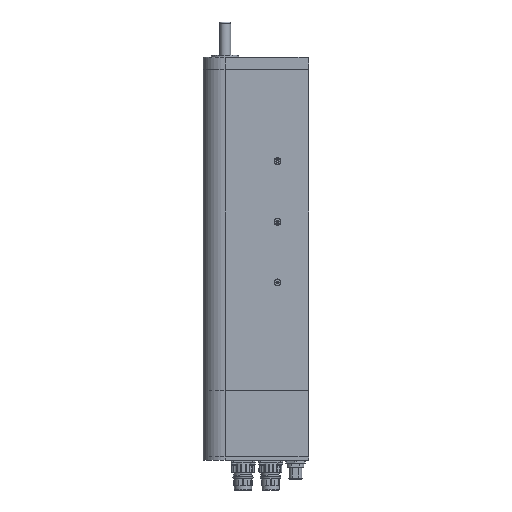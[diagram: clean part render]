
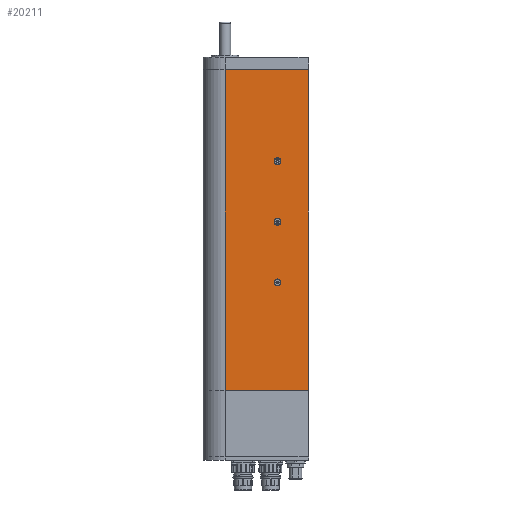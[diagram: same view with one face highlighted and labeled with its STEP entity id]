
A CAD part, left-side view. The second image highlights one B-rep face of the part: STEP entity #20211.
In plain terms, the highlighted face is planar.
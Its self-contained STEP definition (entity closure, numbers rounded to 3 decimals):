
#48 = CARTESIAN_POINT ( 'NONE',  ( 20., -47.5, 193. ) ) ;
#1728 = CARTESIAN_POINT ( 'NONE',  ( 20., -47.5, 83. ) ) ;
#2318 = VERTEX_POINT ( 'NONE', #29289 ) ;
#2501 = FACE_BOUND ( 'NONE', #60505, .T. ) ;
#4460 = DIRECTION ( 'NONE',  ( 1., 0., 0. ) ) ;
#5311 = CARTESIAN_POINT ( 'NONE',  ( 20., -75.5, 0. ) ) ;
#5781 = VECTOR ( 'NONE', #50318, 1000. ) ;
#6699 = CARTESIAN_POINT ( 'NONE',  ( 20., 0., 0. ) ) ;
#11567 = EDGE_CURVE ( 'NONE', #26406, #26406, #35832, .T. ) ;
#16145 = ORIENTED_EDGE ( 'NONE', *, *, #41382, .F. ) ;
#16558 = AXIS2_PLACEMENT_3D ( 'NONE', #72098, #4460, #86651 ) ;
#16773 = CARTESIAN_POINT ( 'NONE',  ( 20., -75.5, 291. ) ) ;
#18316 = VERTEX_POINT ( 'NONE', #31734 ) ;
#18673 = CARTESIAN_POINT ( 'NONE',  ( 20., 0., 0. ) ) ;
#18968 = AXIS2_PLACEMENT_3D ( 'NONE', #1728, #23414, #22120 ) ;
#20211 = ADVANCED_FACE ( 'NONE', ( #62665, #2501, #63087, #83830 ), #63514, .F. ) ;
#21541 = DIRECTION ( 'NONE',  ( 0., 1., 0. ) ) ;
#22052 = ORIENTED_EDGE ( 'NONE', *, *, #11567, .F. ) ;
#22120 = DIRECTION ( 'NONE',  ( 0., 0., -1. ) ) ;
#23414 = DIRECTION ( 'NONE',  ( 1., 0., 0. ) ) ;
#23828 = CARTESIAN_POINT ( 'NONE',  ( 20., -75.5, 291. ) ) ;
#26406 = VERTEX_POINT ( 'NONE', #52929 ) ;
#26602 = EDGE_LOOP ( 'NONE', ( #27140 ) ) ;
#27140 = ORIENTED_EDGE ( 'NONE', *, *, #29845, .F. ) ;
#27702 = LINE ( 'NONE', #81590, #49689 ) ;
#28210 = VECTOR ( 'NONE', #81481, 1000. ) ;
#29289 = CARTESIAN_POINT ( 'NONE',  ( 20., -47.5, 189.85 ) ) ;
#29845 = EDGE_CURVE ( 'NONE', #63766, #63766, #75854, .T. ) ;
#29985 = VERTEX_POINT ( 'NONE', #16773 ) ;
#31734 = CARTESIAN_POINT ( 'NONE',  ( 20., 0., 291. ) ) ;
#34064 = EDGE_CURVE ( 'NONE', #2318, #2318, #54657, .T. ) ;
#35832 = CIRCLE ( 'NONE', #18968, 3.15 ) ;
#38503 = ORIENTED_EDGE ( 'NONE', *, *, #61088, .T. ) ;
#39054 = AXIS2_PLACEMENT_3D ( 'NONE', #48, #68615, #61540 ) ;
#40898 = VERTEX_POINT ( 'NONE', #5311 ) ;
#41382 = EDGE_CURVE ( 'NONE', #29985, #18316, #27702, .T. ) ;
#43574 = CARTESIAN_POINT ( 'NONE',  ( 20., 0., 291. ) ) ;
#48403 = VERTEX_POINT ( 'NONE', #6699 ) ;
#49689 = VECTOR ( 'NONE', #21541, 1000. ) ;
#49850 = ORIENTED_EDGE ( 'NONE', *, *, #34064, .F. ) ;
#50190 = EDGE_CURVE ( 'NONE', #29985, #40898, #76854, .T. ) ;
#50318 = DIRECTION ( 'NONE',  ( 0., 0., -1. ) ) ;
#52929 = CARTESIAN_POINT ( 'NONE',  ( 20., -47.5, 79.85 ) ) ;
#54138 = LINE ( 'NONE', #61198, #28210 ) ;
#54657 = CIRCLE ( 'NONE', #39054, 3.15 ) ;
#55888 = ORIENTED_EDGE ( 'NONE', *, *, #65569, .F. ) ;
#59015 = VECTOR ( 'NONE', #60621, 1000. ) ;
#60194 = LINE ( 'NONE', #18673, #59015 ) ;
#60505 = EDGE_LOOP ( 'NONE', ( #22052 ) ) ;
#60621 = DIRECTION ( 'NONE',  ( 0., 1., 0. ) ) ;
#61088 = EDGE_CURVE ( 'NONE', #40898, #48403, #60194, .T. ) ;
#61198 = CARTESIAN_POINT ( 'NONE',  ( 20., 0., 291. ) ) ;
#61540 = DIRECTION ( 'NONE',  ( 0., 0., -1. ) ) ;
#62665 = FACE_BOUND ( 'NONE', #82538, .T. ) ;
#63087 = FACE_BOUND ( 'NONE', #26602, .T. ) ;
#63514 = PLANE ( 'NONE',  #78997 ) ;
#63766 = VERTEX_POINT ( 'NONE', #76591 ) ;
#65569 = EDGE_CURVE ( 'NONE', #18316, #48403, #54138, .T. ) ;
#68615 = DIRECTION ( 'NONE',  ( 1., 0., 0. ) ) ;
#70578 = DIRECTION ( 'NONE',  ( -1., 0., 0. ) ) ;
#72098 = CARTESIAN_POINT ( 'NONE',  ( 20., -47.5, 138. ) ) ;
#74086 = EDGE_LOOP ( 'NONE', ( #16145, #82886, #38503, #55888 ) ) ;
#75854 = CIRCLE ( 'NONE', #16558, 3.15 ) ;
#76591 = CARTESIAN_POINT ( 'NONE',  ( 20., -47.5, 134.85 ) ) ;
#76854 = LINE ( 'NONE', #23828, #5781 ) ;
#78937 = DIRECTION ( 'NONE',  ( 0., -1., 0. ) ) ;
#78997 = AXIS2_PLACEMENT_3D ( 'NONE', #43574, #70578, #78937 ) ;
#81481 = DIRECTION ( 'NONE',  ( 0., 0., -1. ) ) ;
#81590 = CARTESIAN_POINT ( 'NONE',  ( 20., 0., 291. ) ) ;
#82538 = EDGE_LOOP ( 'NONE', ( #49850 ) ) ;
#82886 = ORIENTED_EDGE ( 'NONE', *, *, #50190, .T. ) ;
#83830 = FACE_OUTER_BOUND ( 'NONE', #74086, .T. ) ;
#86651 = DIRECTION ( 'NONE',  ( 0., 0., -1. ) ) ;
